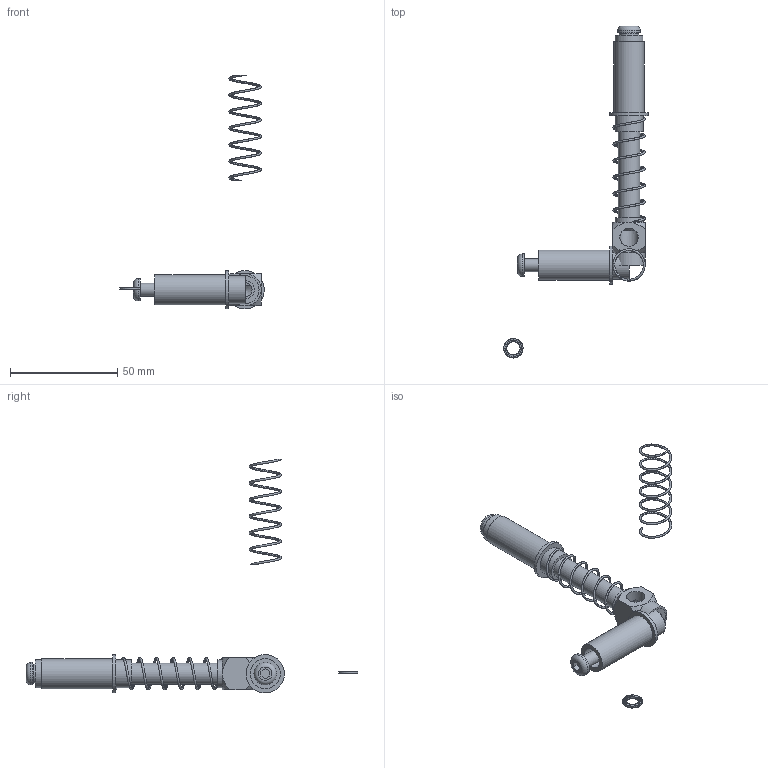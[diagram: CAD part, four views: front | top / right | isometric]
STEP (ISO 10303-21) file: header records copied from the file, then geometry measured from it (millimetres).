
FILE_DESCRIPTION( ( 'STEP AP214' ), '1' );
FILE_NAME( 'CA.GGD.14181840.stp', '2014-07-04T08:06:02', ( ' ' ), ( ' ' ), 'XStep 1.0', ' ', ' ' );
FILE_SCHEMA( ( 'CONFIG_CONTROL_DESIGN) ( )' ) );
Length unit declared in the file: metre
Products named in the file (8): Assem1; M.15X60; GGD.14.18.18; GGD.14.40; GGD.14.2; R.6X13X3; R.6.SCH; V.TBCE6X12.BUTT
Bounding box: 67.25 x 154.44 x 108.8 mm (x, y, z)
Volume: 23607.4 mm3; surface area: 23595.4 mm2
Topology: 12 solids, 14 shells, 512 faces, 1398 edges, 924 vertices
Faces by surface type: plane 446, cylinder 42, cone 20, bspline 2, torus 2
Full cylindrical faces by diameter (mm): 4.917 x2, 6 x2, 6.2 x2, 6.4 x2, 6.5 x4, 6.917 x2, 8 x2, 8.566 x4, 9 x2, 9.9 x2, 10 x2, 10.5 x2, 13 x6, 14 x2, 15 x2, 17.9 x2
Entity records: 9533 total; most frequent: CARTESIAN_POINT 2811, DIRECTION 1414, ORIENTED_EDGE 1336, EDGE_CURVE 668, AXIS2_PLACEMENT_3D 504, VERTEX_POINT 456, LINE 406, VECTOR 406
